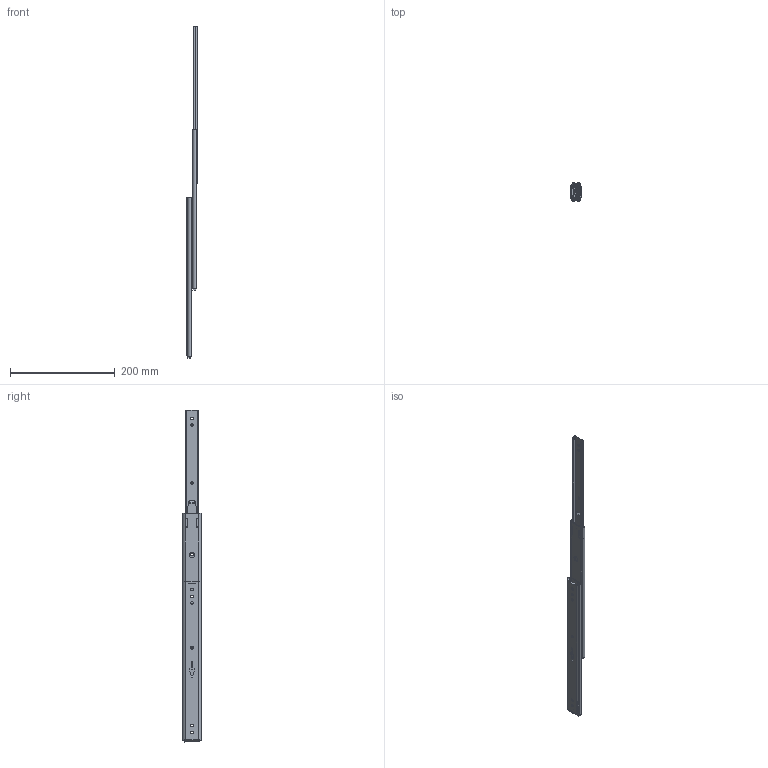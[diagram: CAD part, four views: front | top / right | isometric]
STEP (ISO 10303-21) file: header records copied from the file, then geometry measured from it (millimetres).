
FILE_DESCRIPTION (( 'STEP AP203' ), '1' );
FILE_NAME ('U35_12.STEP', '2022-03-07T06:57:36', ( '' ), ( '' ), 'SwSTEP 2.0', 'SolidWorks 2019', '' );
FILE_SCHEMA (( 'CONFIG_CONTROL_DESIGN' ));
Length unit declared in the file: millimetre
Products named in the file (12): PN81バネ（圧縮）; ICM U35-12; IM U35-12; PN1 ; OCM U35-12 ; PN49 ; PN235リードイン　 ; PN87（カシメ）; OM U35-12; U35_12; PN102リベット; PN86ロック　 
Assembly tree (12 placements, depth 2):
  U35_12
    OM U35-12
    ICM U35-12
    OCM U35-12 
    PN86ロック　 
    PN49 
    PN87（カシメ）
    IM U35-12
    PN81バネ（圧縮）
    PN1 
    PN235リードイン　 
    PN102リベット  x2
Bounding box: 19.2 x 35.08 x 635.05 mm (x, y, z)
Volume: 70647 mm3; surface area: 99132.7 mm2
Topology: 12 solids, 12 shells, 570 faces, 1558 edges, 1000 vertices
Faces by surface type: plane 277, cylinder 271, sphere 16, bspline 4, torus 2
Entity records: 19868 total; most frequent: CARTESIAN_POINT 4200, ORIENTED_EDGE 3060, DIRECTION 2996, EDGE_CURVE 1530, AXIS2_PLACEMENT_3D 1048, VERTEX_POINT 992, VECTOR 900, LINE 900
